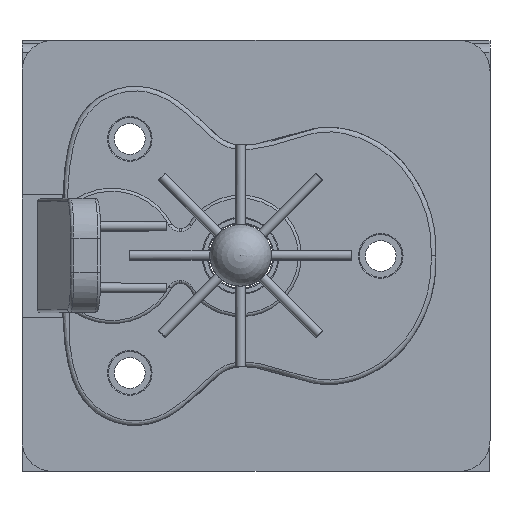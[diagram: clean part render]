
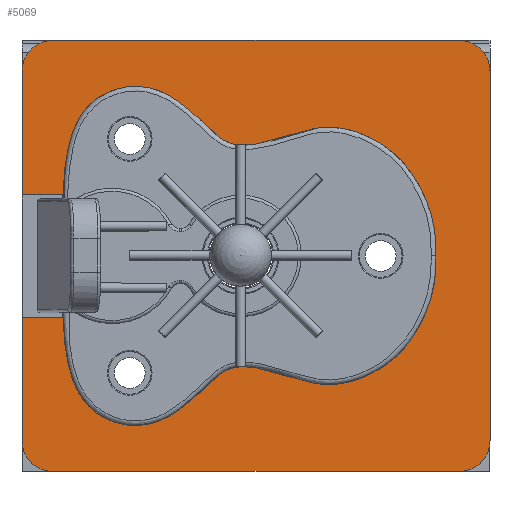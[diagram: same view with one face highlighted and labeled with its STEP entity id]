
A CAD part, top view. The second image highlights one B-rep face of the part: STEP entity #5069.
In plain terms, the highlighted planar face has unit normal (0, 0, 1).
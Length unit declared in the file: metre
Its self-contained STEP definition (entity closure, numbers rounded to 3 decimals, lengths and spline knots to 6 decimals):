
#414=CIRCLE('',#6792,0.005);
#416=CIRCLE('',#6795,0.005);
#418=CIRCLE('',#6798,0.005);
#420=CIRCLE('',#6801,0.013);
#422=CIRCLE('',#6805,0.01);
#423=CIRCLE('',#6806,0.01);
#424=CIRCLE('',#6807,0.01);
#425=CIRCLE('',#6808,0.01);
#916=ORIENTED_EDGE('',*,*,#2122,.F.);
#917=ORIENTED_EDGE('',*,*,#2120,.F.);
#918=ORIENTED_EDGE('',*,*,#2118,.F.);
#919=ORIENTED_EDGE('',*,*,#2116,.F.);
#920=ORIENTED_EDGE('',*,*,#2099,.T.);
#921=ORIENTED_EDGE('',*,*,#2126,.T.);
#922=ORIENTED_EDGE('',*,*,#2101,.F.);
#923=ORIENTED_EDGE('',*,*,#2127,.T.);
#924=ORIENTED_EDGE('',*,*,#2105,.F.);
#925=ORIENTED_EDGE('',*,*,#2128,.T.);
#926=ORIENTED_EDGE('',*,*,#2109,.T.);
#927=ORIENTED_EDGE('',*,*,#2115,.T.);
#928=ORIENTED_EDGE('',*,*,#2125,.F.);
#929=ORIENTED_EDGE('',*,*,#2092,.F.);
#930=ORIENTED_EDGE('',*,*,#2096,.T.);
#931=ORIENTED_EDGE('',*,*,#2129,.T.);
#2092=EDGE_CURVE('',#2699,#2700,#3164,.T.);
#2096=EDGE_CURVE('',#2699,#2702,#3168,.T.);
#2099=EDGE_CURVE('',#2706,#2705,#3171,.T.);
#2101=EDGE_CURVE('',#2707,#2708,#3173,.T.);
#2105=EDGE_CURVE('',#2711,#2712,#3177,.T.);
#2109=EDGE_CURVE('',#2715,#2716,#3181,.T.);
#2115=EDGE_CURVE('',#2716,#2720,#3187,.T.);
#2116=EDGE_CURVE('',#2721,#2721,#414,.T.);
#2118=EDGE_CURVE('',#2723,#2723,#416,.T.);
#2120=EDGE_CURVE('',#2725,#2725,#418,.T.);
#2122=EDGE_CURVE('',#2727,#2727,#420,.T.);
#2125=EDGE_CURVE('',#2700,#2720,#3189,.T.);
#2126=EDGE_CURVE('',#2705,#2708,#422,.T.);
#2127=EDGE_CURVE('',#2707,#2712,#423,.T.);
#2128=EDGE_CURVE('',#2711,#2715,#424,.T.);
#2129=EDGE_CURVE('',#2702,#2706,#425,.T.);
#2699=VERTEX_POINT('',#9080);
#2700=VERTEX_POINT('',#9082);
#2702=VERTEX_POINT('',#9088);
#2705=VERTEX_POINT('',#9095);
#2706=VERTEX_POINT('',#9097);
#2707=VERTEX_POINT('',#9101);
#2708=VERTEX_POINT('',#9102);
#2711=VERTEX_POINT('',#9110);
#2712=VERTEX_POINT('',#9111);
#2715=VERTEX_POINT('',#9119);
#2716=VERTEX_POINT('',#9120);
#2720=VERTEX_POINT('',#9130);
#2721=VERTEX_POINT('',#9134);
#2723=VERTEX_POINT('',#9139);
#2725=VERTEX_POINT('',#9144);
#2727=VERTEX_POINT('',#9149);
#3164=LINE('',#9081,#3373);
#3168=LINE('',#9089,#3377);
#3171=LINE('',#9096,#3380);
#3173=LINE('',#9100,#3382);
#3177=LINE('',#9109,#3386);
#3181=LINE('',#9118,#3390);
#3187=LINE('',#9131,#3396);
#3189=LINE('',#9154,#3398);
#3373=VECTOR('',#7483,1.);
#3377=VECTOR('',#7489,1.);
#3380=VECTOR('',#7494,1.);
#3382=VECTOR('',#7498,1.);
#3386=VECTOR('',#7504,1.);
#3390=VECTOR('',#7510,1.);
#3396=VECTOR('',#7518,1.);
#3398=VECTOR('',#7546,1.);
#3596=EDGE_LOOP('',(#916));
#3597=EDGE_LOOP('',(#917));
#3598=EDGE_LOOP('',(#918));
#3599=EDGE_LOOP('',(#919));
#3600=EDGE_LOOP('',(#920,#921,#922,#923,#924,#925,#926,#927,#928,#929,#930,
#931));
#4250=FACE_BOUND('',#3596,.T.);
#4251=FACE_BOUND('',#3597,.T.);
#4252=FACE_BOUND('',#3598,.T.);
#4253=FACE_BOUND('',#3599,.T.);
#4254=FACE_BOUND('',#3600,.T.);
#4896=PLANE('',#6804);
#5069=ADVANCED_FACE('',(#4250,#4251,#4252,#4253,#4254),#4896,.T.);
#6792=AXIS2_PLACEMENT_3D('',#9133,#7521,#7522);
#6795=AXIS2_PLACEMENT_3D('',#9138,#7527,#7528);
#6798=AXIS2_PLACEMENT_3D('',#9143,#7533,#7534);
#6801=AXIS2_PLACEMENT_3D('',#9148,#7539,#7540);
#6804=AXIS2_PLACEMENT_3D('',#9155,#7547,#7548);
#6805=AXIS2_PLACEMENT_3D('',#9156,#7549,#7550);
#6806=AXIS2_PLACEMENT_3D('',#9157,#7551,#7552);
#6807=AXIS2_PLACEMENT_3D('',#9158,#7553,#7554);
#6808=AXIS2_PLACEMENT_3D('',#9159,#7555,#7556);
#7483=DIRECTION('',(1.,0.,0.));
#7489=DIRECTION('',(0.,-1.,0.));
#7494=DIRECTION('',(1.,0.,0.));
#7498=DIRECTION('',(0.,-1.,0.));
#7504=DIRECTION('',(1.,0.,0.));
#7510=DIRECTION('',(0.,-1.,0.));
#7518=DIRECTION('',(1.,0.,0.));
#7521=DIRECTION('',(0.,0.,1.));
#7522=DIRECTION('',(1.,0.,0.));
#7527=DIRECTION('',(0.,0.,1.));
#7528=DIRECTION('',(1.,0.,0.));
#7533=DIRECTION('',(0.,0.,1.));
#7534=DIRECTION('',(1.,0.,0.));
#7539=DIRECTION('',(0.,0.,1.));
#7540=DIRECTION('',(1.,0.,0.));
#7546=DIRECTION('',(0.,1.,0.));
#7547=DIRECTION('',(0.,0.,1.));
#7548=DIRECTION('',(1.,0.,0.));
#7549=DIRECTION('',(0.,0.,1.));
#7550=DIRECTION('',(1.,0.,0.));
#7551=DIRECTION('',(0.,0.,1.));
#7552=DIRECTION('',(1.,0.,0.));
#7553=DIRECTION('',(0.,0.,1.));
#7554=DIRECTION('',(1.,0.,0.));
#7555=DIRECTION('',(0.,0.,1.));
#7556=DIRECTION('',(1.,0.,0.));
#9080=CARTESIAN_POINT('',(-0.076,-0.02,0.003));
#9081=CARTESIAN_POINT('',(-0.065,-0.02,0.003));
#9082=CARTESIAN_POINT('',(-0.054,-0.02,0.003));
#9088=CARTESIAN_POINT('',(-0.076,-0.06,0.003));
#9089=CARTESIAN_POINT('',(-0.076,-0.045,0.003));
#9095=CARTESIAN_POINT('',(0.066,-0.07,0.003));
#9096=CARTESIAN_POINT('',(0.,-0.07,0.003));
#9097=CARTESIAN_POINT('',(-0.066,-0.07,0.003));
#9100=CARTESIAN_POINT('',(0.076,0.,0.003));
#9101=CARTESIAN_POINT('',(0.076,0.06,0.003));
#9102=CARTESIAN_POINT('',(0.076,-0.06,0.003));
#9109=CARTESIAN_POINT('',(0.,0.07,0.003));
#9110=CARTESIAN_POINT('',(-0.066,0.07,0.003));
#9111=CARTESIAN_POINT('',(0.066,0.07,0.003));
#9118=CARTESIAN_POINT('',(-0.076,0.045,0.003));
#9119=CARTESIAN_POINT('',(-0.076,0.06,0.003));
#9120=CARTESIAN_POINT('',(-0.076,0.02,0.003));
#9130=CARTESIAN_POINT('',(-0.054,0.02,0.003));
#9131=CARTESIAN_POINT('',(-0.065,0.02,0.003));
#9133=CARTESIAN_POINT('',(0.0405,0.,0.003));
#9134=CARTESIAN_POINT('',(0.0455,0.,0.003));
#9138=CARTESIAN_POINT('',(-0.041,0.038,0.003));
#9139=CARTESIAN_POINT('',(-0.036,0.038,0.003));
#9143=CARTESIAN_POINT('',(-0.041,-0.038,0.003));
#9144=CARTESIAN_POINT('',(-0.036,-0.038,0.003));
#9148=CARTESIAN_POINT('',(-0.005,0.,0.003));
#9149=CARTESIAN_POINT('',(0.008,0.,0.003));
#9154=CARTESIAN_POINT('',(-0.054,0.,0.003));
#9155=CARTESIAN_POINT('',(0.,0.,0.003));
#9156=CARTESIAN_POINT('',(0.066,-0.06,0.003));
#9157=CARTESIAN_POINT('',(0.066,0.06,0.003));
#9158=CARTESIAN_POINT('',(-0.066,0.06,0.003));
#9159=CARTESIAN_POINT('',(-0.066,-0.06,0.003));
